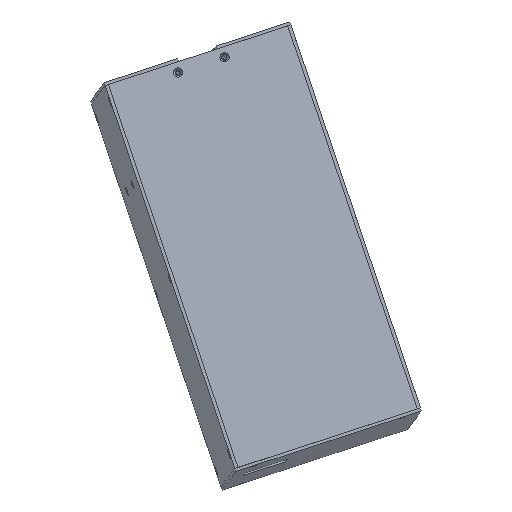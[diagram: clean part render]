
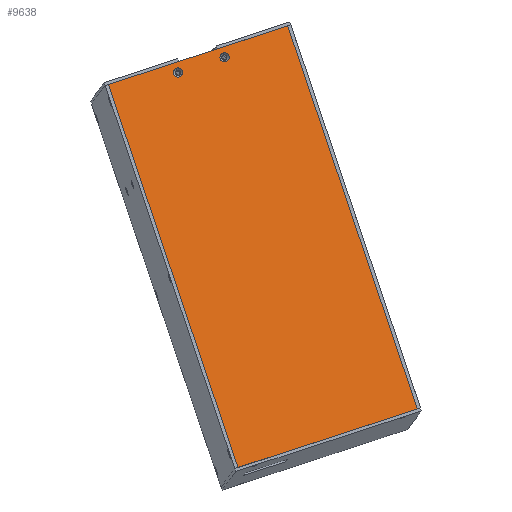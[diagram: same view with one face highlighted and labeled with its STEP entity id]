
A CAD part, front view. The second image highlights one B-rep face of the part: STEP entity #9638.
In plain terms, the highlighted face is planar.
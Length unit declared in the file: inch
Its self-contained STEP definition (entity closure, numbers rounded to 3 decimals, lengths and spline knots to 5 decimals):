
#8106=CARTESIAN_POINT('',(-5.5125,-0.6,0.0));
#8107=VERTEX_POINT('',#8106);
#8115=CARTESIAN_POINT('',(-5.7375,-0.6,0.0));
#8116=VERTEX_POINT('',#8115);
#8123=CARTESIAN_POINT('',(-5.625,-0.6,0.0));
#8124=DIRECTION('',(0.0,0.0,-1.0));
#8125=DIRECTION('',(1.0,0.0,0.0));
#8126=AXIS2_PLACEMENT_3D('',#8123,#8124,#8125);
#8127=CIRCLE('',#8126,0.1125);
#8128=EDGE_CURVE('',#8107,#8116,#8127,.T.);
#8222=CARTESIAN_POINT('',(-5.5125,0.6,0.0));
#8223=VERTEX_POINT('',#8222);
#8231=CARTESIAN_POINT('',(-5.7375,0.6,0.0));
#8232=VERTEX_POINT('',#8231);
#8239=CARTESIAN_POINT('',(-5.625,0.6,0.0));
#8240=DIRECTION('',(0.0,0.0,-1.0));
#8241=DIRECTION('',(1.0,0.0,0.0));
#8242=AXIS2_PLACEMENT_3D('',#8239,#8240,#8241);
#8243=CIRCLE('',#8242,0.1125);
#8244=EDGE_CURVE('',#8223,#8232,#8243,.T.);
#8276=CARTESIAN_POINT('',(-5.625,0.6,0.0));
#8277=DIRECTION('',(0.0,0.0,-1.0));
#8278=DIRECTION('',(1.0,0.0,0.0));
#8279=AXIS2_PLACEMENT_3D('',#8276,#8277,#8278);
#8280=CIRCLE('',#8279,0.1125);
#8281=EDGE_CURVE('',#8232,#8223,#8280,.T.);
#8360=CARTESIAN_POINT('',(-5.625,-0.6,0.0));
#8361=DIRECTION('',(0.0,0.0,-1.0));
#8362=DIRECTION('',(1.0,0.0,0.0));
#8363=AXIS2_PLACEMENT_3D('',#8360,#8361,#8362);
#8364=CIRCLE('',#8363,0.1125);
#8365=EDGE_CURVE('',#8116,#8107,#8364,.T.);
#9470=CARTESIAN_POINT('',(-5.875,-2.31,0.0));
#9471=VERTEX_POINT('',#9470);
#9478=CARTESIAN_POINT('',(-5.875,2.31,0.0));
#9479=VERTEX_POINT('',#9478);
#9480=CARTESIAN_POINT('',(-5.875,-2.31,0.0));
#9481=DIRECTION('',(0.0,1.0,0.0));
#9482=VECTOR('',#9481,4.62);
#9483=LINE('',#9480,#9482);
#9484=EDGE_CURVE('',#9471,#9479,#9483,.T.);
#9516=CARTESIAN_POINT('',(4.0,-2.31,0.0));
#9517=VERTEX_POINT('',#9516);
#9524=CARTESIAN_POINT('',(4.0,-2.31,0.0));
#9525=DIRECTION('',(-1.0,0.0,0.0));
#9526=VECTOR('',#9525,9.875);
#9527=LINE('',#9524,#9526);
#9528=EDGE_CURVE('',#9517,#9471,#9527,.T.);
#9559=CARTESIAN_POINT('',(4.,2.31,0.0));
#9560=VERTEX_POINT('',#9559);
#9567=CARTESIAN_POINT('',(4.,2.31,0.0));
#9568=DIRECTION('',(0.0,-1.0,0.0));
#9569=VECTOR('',#9568,4.62);
#9570=LINE('',#9567,#9569);
#9571=EDGE_CURVE('',#9560,#9517,#9570,.T.);
#9597=CARTESIAN_POINT('',(-5.875,2.31,0.0));
#9598=DIRECTION('',(1.0,0.0,0.0));
#9599=VECTOR('',#9598,9.875);
#9600=LINE('',#9597,#9599);
#9601=EDGE_CURVE('',#9479,#9560,#9600,.T.);
#9619=CARTESIAN_POINT('',(-0.9375,0.,0.0));
#9620=DIRECTION('',(0.0,0.0,1.0));
#9621=DIRECTION('',(1.0,0.0,0.0));
#9622=AXIS2_PLACEMENT_3D('',#9619,#9620,#9621);
#9623=PLANE('',#9622);
#9624=ORIENTED_EDGE('',*,*,#9601,.F.);
#9625=ORIENTED_EDGE('',*,*,#9484,.F.);
#9626=ORIENTED_EDGE('',*,*,#9528,.F.);
#9627=ORIENTED_EDGE('',*,*,#9571,.F.);
#9628=EDGE_LOOP('',(#9624,#9625,#9626,#9627));
#9629=FACE_OUTER_BOUND('',#9628,.T.);
#9630=ORIENTED_EDGE('',*,*,#8244,.T.);
#9631=ORIENTED_EDGE('',*,*,#8281,.T.);
#9632=EDGE_LOOP('',(#9630,#9631));
#9633=FACE_BOUND('',#9632,.T.);
#9634=ORIENTED_EDGE('',*,*,#8128,.T.);
#9635=ORIENTED_EDGE('',*,*,#8365,.T.);
#9636=EDGE_LOOP('',(#9634,#9635));
#9637=FACE_BOUND('',#9636,.T.);
#9638=ADVANCED_FACE('',(#9629,#9633,#9637),#9623,.T.);
